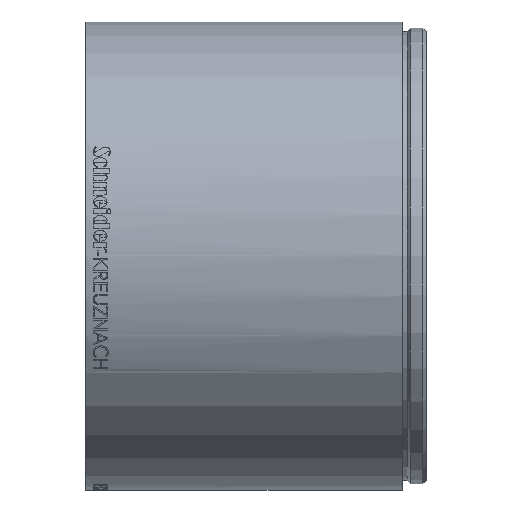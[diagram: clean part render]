
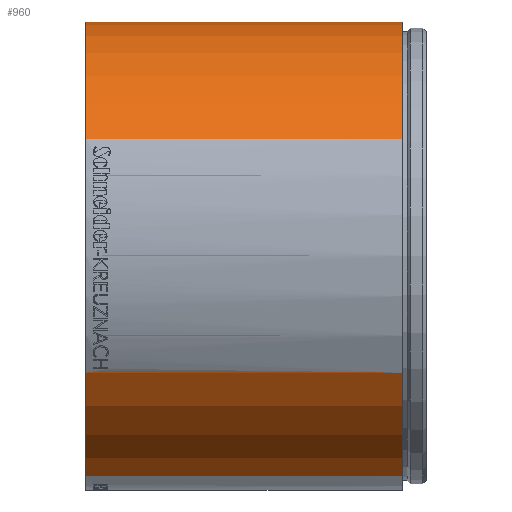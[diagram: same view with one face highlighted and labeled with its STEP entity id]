
A CAD part, top view. The second image highlights one B-rep face of the part: STEP entity #960.
In plain terms, the highlighted cylindrical face has radius 37 mm (diameter 74 mm), a full revolution.
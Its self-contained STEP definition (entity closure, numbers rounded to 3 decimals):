
#875=CYLINDRICAL_SURFACE('',#5444,37.);
#960=ADVANCED_FACE('',(#1260,#1261),#875,.T.);
#1260=FACE_BOUND('',#1779,.T.);
#1261=FACE_BOUND('',#1780,.T.);
#1779=EDGE_LOOP('',(#2361));
#1780=EDGE_LOOP('',(#2362));
#2361=ORIENTED_EDGE('',*,*,#4506,.F.);
#2362=ORIENTED_EDGE('',*,*,#4505,.T.);
#3789=VERTEX_POINT('',#6972);
#3790=VERTEX_POINT('',#6975);
#4505=EDGE_CURVE('',#3789,#3789,#5221,.T.);
#4506=EDGE_CURVE('',#3790,#3790,#5222,.T.);
#5221=CIRCLE('',#5441,37.);
#5222=CIRCLE('',#5443,37.);
#5441=AXIS2_PLACEMENT_3D('',#6971,#5959,#5960);
#5443=AXIS2_PLACEMENT_3D('',#6974,#5963,#5964);
#5444=AXIS2_PLACEMENT_3D('',#6976,#5965,#5966);
#5959=DIRECTION('',(-1.,0.,0.));
#5960=DIRECTION('',(0.,0.,1.));
#5963=DIRECTION('',(-1.,0.,0.));
#5964=DIRECTION('',(0.,0.,1.));
#5965=DIRECTION('',(-1.,0.,0.));
#5966=DIRECTION('',(0.,0.,1.));
#6971=CARTESIAN_POINT('',(50.,0.,0.));
#6972=CARTESIAN_POINT('',(50.,0.,37.));
#6974=CARTESIAN_POINT('',(0.,0.,0.));
#6975=CARTESIAN_POINT('',(0.,0.,37.));
#6976=CARTESIAN_POINT('',(0.,0.,0.));
